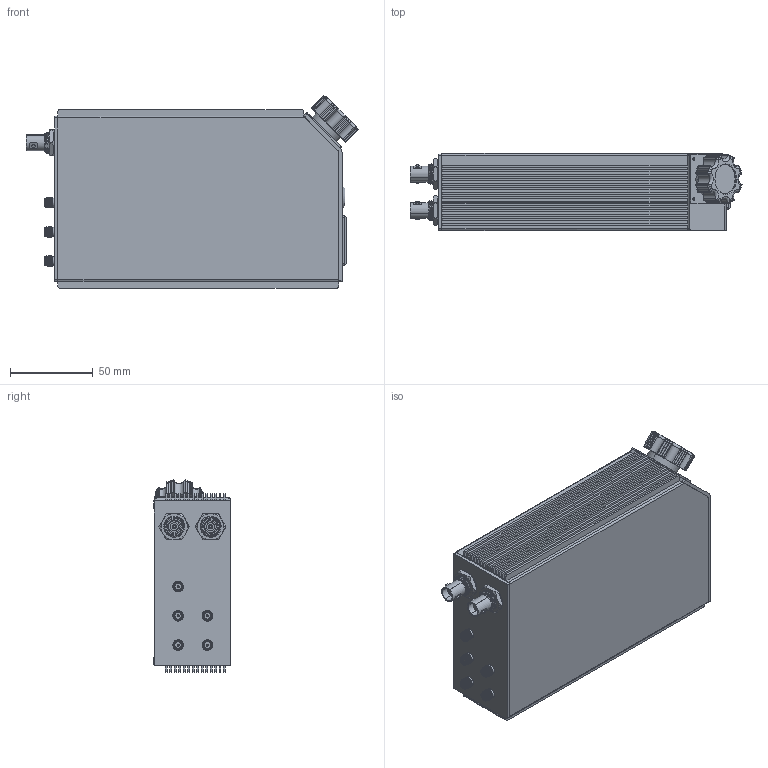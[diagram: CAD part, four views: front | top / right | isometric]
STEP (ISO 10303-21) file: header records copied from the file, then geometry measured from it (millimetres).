
FILE_DESCRIPTION (( 'STEP AP214' ), '1' );
FILE_NAME ('Assy-SDR-Module.STEP', '2025-11-14T11:46:43', ( '' ), ( '' ), 'SwSTEP 2.0', 'SolidWorks 2024', '' );
FILE_SCHEMA (( 'AUTOMOTIVE_DESIGN' ));
Length unit declared in the file: millimetre
Products named in the file (1): Assy-SDR-Module
Bounding box: 200.96 x 46.5 x 116.35 mm (x, y, z)
Volume: 208571.6 mm3; surface area: 219338.2 mm2
Topology: 43 solids, 43 shells, 2327 faces, 5980 edges, 3859 vertices
Faces by surface type: cylinder 991, plane 853, cone 205, bspline 181, torus 97
Entity records: 147885 total; most frequent: CARTESIAN_POINT 68438, ORIENTED_EDGE 11952, DIRECTION 10518, EDGE_CURVE 5976, VERTEX_POINT 3859, AXIS2_PLACEMENT_3D 3815, LINE 2888, VECTOR 2888
